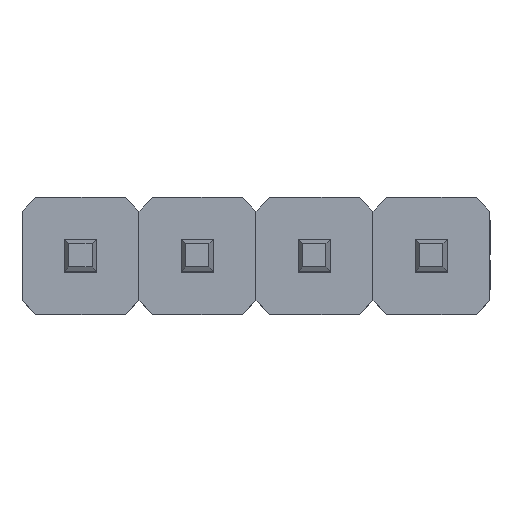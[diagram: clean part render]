
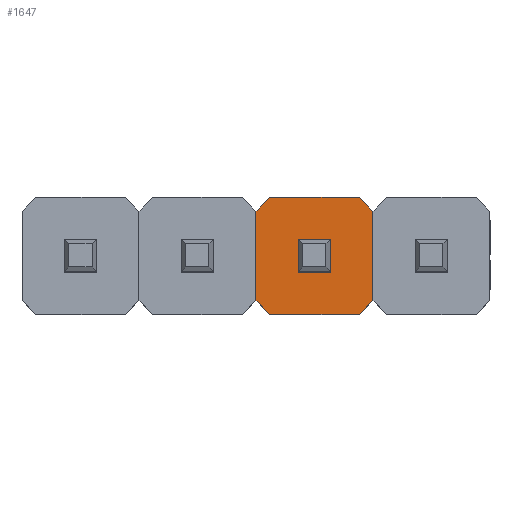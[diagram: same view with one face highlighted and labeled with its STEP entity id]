
A CAD part, top view. The second image highlights one B-rep face of the part: STEP entity #1647.
In plain terms, the highlighted planar face has unit normal (0, 0, 1).
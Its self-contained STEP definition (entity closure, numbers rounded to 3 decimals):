
#266 = CARTESIAN_POINT ( 'NONE',  ( -1.57, 1.27, 2.5 ) ) ;
#359 = DIRECTION ( 'NONE',  ( 0., 1., 0. ) ) ;
#825 = EDGE_CURVE ( 'NONE', #11590, #10309, #10636, .T. ) ;
#1107 = CARTESIAN_POINT ( 'NONE',  ( -2.19, 0., 2.5 ) ) ;
#1418 = CARTESIAN_POINT ( 'NONE',  ( -2.54, 0., 2.5 ) ) ;
#1509 = EDGE_LOOP ( 'NONE', ( #3991, #2340, #13602, #11200 ) ) ;
#1647 = ADVANCED_FACE ( 'NONE', ( #10650, #15697 ), #5444, .T. ) ;
#1809 = CARTESIAN_POINT ( 'NONE',  ( -3.81, 0.97, 2.5 ) ) ;
#1865 = EDGE_CURVE ( 'NONE', #8361, #13738, #8658, .T. ) ;
#2094 = LINE ( 'NONE', #8626, #5089 ) ;
#2130 = EDGE_CURVE ( 'NONE', #12007, #7209, #12421, .T. ) ;
#2340 = ORIENTED_EDGE ( 'NONE', *, *, #10387, .F. ) ;
#2453 = EDGE_CURVE ( 'NONE', #8159, #8361, #13062, .T. ) ;
#2911 = DIRECTION ( 'NONE',  ( 0., 0., 1. ) ) ;
#3401 = ORIENTED_EDGE ( 'NONE', *, *, #2130, .T. ) ;
#3608 = CARTESIAN_POINT ( 'NONE',  ( -3.51, -1.27, 2.5 ) ) ;
#3819 = VECTOR ( 'NONE', #15158, 1000. ) ;
#3991 = ORIENTED_EDGE ( 'NONE', *, *, #8955, .F. ) ;
#4019 = EDGE_LOOP ( 'NONE', ( #12150, #3401, #9414, #15263, #5740, #8740, #11530, #6173 ) ) ;
#4092 = CARTESIAN_POINT ( 'NONE',  ( -2.89, -0.35, 2.5 ) ) ;
#4454 = CARTESIAN_POINT ( 'NONE',  ( -1.27, -0.97, 2.5 ) ) ;
#4518 = VECTOR ( 'NONE', #10485, 1000. ) ;
#4787 = AXIS2_PLACEMENT_3D ( 'NONE', #1418, #2911, #13034 ) ;
#4871 = DIRECTION ( 'NONE',  ( -1., 0., 0. ) ) ;
#4880 = CARTESIAN_POINT ( 'NONE',  ( -2.54, -0.35, 2.5 ) ) ;
#4935 = VERTEX_POINT ( 'NONE', #15787 ) ;
#5019 = LINE ( 'NONE', #6842, #3819 ) ;
#5089 = VECTOR ( 'NONE', #12325, 1000. ) ;
#5188 = LINE ( 'NONE', #9007, #4518 ) ;
#5393 = CARTESIAN_POINT ( 'NONE',  ( -2.89, 0.35, 2.5 ) ) ;
#5408 = EDGE_CURVE ( 'NONE', #7209, #15519, #2094, .T. ) ;
#5433 = VECTOR ( 'NONE', #7217, 1000. ) ;
#5444 = PLANE ( 'NONE',  #4787 ) ;
#5536 = CARTESIAN_POINT ( 'NONE',  ( -1.57, 1.27, 2.5 ) ) ;
#5740 = ORIENTED_EDGE ( 'NONE', *, *, #2453, .T. ) ;
#6173 = ORIENTED_EDGE ( 'NONE', *, *, #10603, .T. ) ;
#6490 = VECTOR ( 'NONE', #13684, 1000. ) ;
#6738 = EDGE_CURVE ( 'NONE', #16456, #12007, #14583, .T. ) ;
#6842 = CARTESIAN_POINT ( 'NONE',  ( -3.81, 0.97, 2.5 ) ) ;
#7209 = VERTEX_POINT ( 'NONE', #11154 ) ;
#7217 = DIRECTION ( 'NONE',  ( 1., 0., 0. ) ) ;
#7831 = VECTOR ( 'NONE', #4871, 1000. ) ;
#7854 = CARTESIAN_POINT ( 'NONE',  ( -2.89, 0., 2.5 ) ) ;
#7915 = VERTEX_POINT ( 'NONE', #15714 ) ;
#7966 = LINE ( 'NONE', #11673, #11003 ) ;
#8113 = EDGE_CURVE ( 'NONE', #15519, #8159, #10810, .T. ) ;
#8159 = VERTEX_POINT ( 'NONE', #10563 ) ;
#8174 = VERTEX_POINT ( 'NONE', #1809 ) ;
#8361 = VERTEX_POINT ( 'NONE', #266 ) ;
#8626 = CARTESIAN_POINT ( 'NONE',  ( -1.57, -1.27, 2.5 ) ) ;
#8658 = LINE ( 'NONE', #13924, #7831 ) ;
#8738 = DIRECTION ( 'NONE',  ( 1., 0., 0. ) ) ;
#8740 = ORIENTED_EDGE ( 'NONE', *, *, #1865, .T. ) ;
#8955 = EDGE_CURVE ( 'NONE', #4935, #7915, #16172, .T. ) ;
#9007 = CARTESIAN_POINT ( 'NONE',  ( -2.54, 0.35, 2.5 ) ) ;
#9224 = EDGE_CURVE ( 'NONE', #13738, #8174, #5019, .T. ) ;
#9354 = DIRECTION ( 'NONE',  ( -0.707, 0.707, 0. ) ) ;
#9414 = ORIENTED_EDGE ( 'NONE', *, *, #5408, .T. ) ;
#9415 = CARTESIAN_POINT ( 'NONE',  ( -1.27, 0.97, 2.5 ) ) ;
#9572 = VECTOR ( 'NONE', #14110, 1000. ) ;
#9633 = CARTESIAN_POINT ( 'NONE',  ( -3.81, -0.97, 2.5 ) ) ;
#9698 = VECTOR ( 'NONE', #9354, 1000. ) ;
#10309 = VERTEX_POINT ( 'NONE', #4092 ) ;
#10387 = EDGE_CURVE ( 'NONE', #10309, #4935, #16431, .T. ) ;
#10408 = VECTOR ( 'NONE', #359, 1000. ) ;
#10485 = DIRECTION ( 'NONE',  ( -1., 0., 0. ) ) ;
#10563 = CARTESIAN_POINT ( 'NONE',  ( -1.27, 0.97, 2.5 ) ) ;
#10603 = EDGE_CURVE ( 'NONE', #8174, #16456, #7966, .T. ) ;
#10636 = LINE ( 'NONE', #7854, #9572 ) ;
#10650 = FACE_BOUND ( 'NONE', #1509, .T. ) ;
#10810 = LINE ( 'NONE', #9415, #10408 ) ;
#11003 = VECTOR ( 'NONE', #15558, 1000. ) ;
#11154 = CARTESIAN_POINT ( 'NONE',  ( -1.57, -1.27, 2.5 ) ) ;
#11200 = ORIENTED_EDGE ( 'NONE', *, *, #15893, .F. ) ;
#11530 = ORIENTED_EDGE ( 'NONE', *, *, #9224, .T. ) ;
#11590 = VERTEX_POINT ( 'NONE', #5393 ) ;
#11673 = CARTESIAN_POINT ( 'NONE',  ( -3.81, 0.97, 2.5 ) ) ;
#12007 = VERTEX_POINT ( 'NONE', #13191 ) ;
#12150 = ORIENTED_EDGE ( 'NONE', *, *, #6738, .T. ) ;
#12325 = DIRECTION ( 'NONE',  ( 0.707, 0.707, 0. ) ) ;
#12421 = LINE ( 'NONE', #3608, #5433 ) ;
#13025 = VECTOR ( 'NONE', #13090, 1000. ) ;
#13034 = DIRECTION ( 'NONE',  ( 1., 0., 0. ) ) ;
#13062 = LINE ( 'NONE', #5536, #9698 ) ;
#13090 = DIRECTION ( 'NONE',  ( 0.707, -0.707, 0. ) ) ;
#13191 = CARTESIAN_POINT ( 'NONE',  ( -3.51, -1.27, 2.5 ) ) ;
#13602 = ORIENTED_EDGE ( 'NONE', *, *, #825, .F. ) ;
#13684 = DIRECTION ( 'NONE',  ( 0., 1., 0. ) ) ;
#13738 = VERTEX_POINT ( 'NONE', #16084 ) ;
#13924 = CARTESIAN_POINT ( 'NONE',  ( -3.51, 1.27, 2.5 ) ) ;
#14110 = DIRECTION ( 'NONE',  ( 0., -1., 0. ) ) ;
#14169 = VECTOR ( 'NONE', #8738, 1000. ) ;
#14257 = CARTESIAN_POINT ( 'NONE',  ( -3.81, -0.97, 2.5 ) ) ;
#14583 = LINE ( 'NONE', #9633, #13025 ) ;
#15158 = DIRECTION ( 'NONE',  ( -0.707, -0.707, 0. ) ) ;
#15263 = ORIENTED_EDGE ( 'NONE', *, *, #8113, .T. ) ;
#15519 = VERTEX_POINT ( 'NONE', #4454 ) ;
#15558 = DIRECTION ( 'NONE',  ( 0., -1., 0. ) ) ;
#15697 = FACE_OUTER_BOUND ( 'NONE', #4019, .T. ) ;
#15714 = CARTESIAN_POINT ( 'NONE',  ( -2.19, 0.35, 2.5 ) ) ;
#15787 = CARTESIAN_POINT ( 'NONE',  ( -2.19, -0.35, 2.5 ) ) ;
#15893 = EDGE_CURVE ( 'NONE', #7915, #11590, #5188, .T. ) ;
#16084 = CARTESIAN_POINT ( 'NONE',  ( -3.51, 1.27, 2.5 ) ) ;
#16172 = LINE ( 'NONE', #1107, #6490 ) ;
#16431 = LINE ( 'NONE', #4880, #14169 ) ;
#16456 = VERTEX_POINT ( 'NONE', #14257 ) ;
